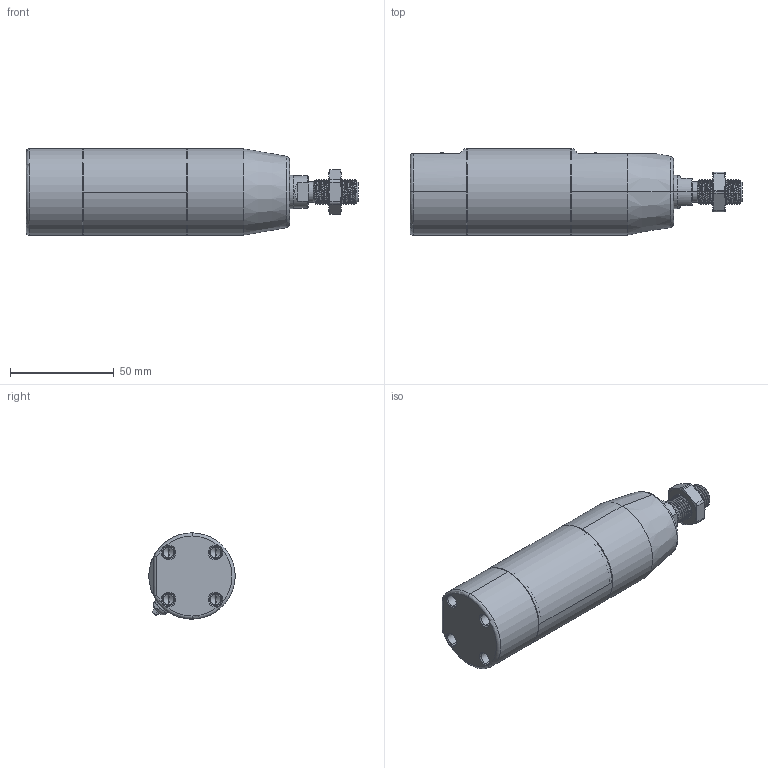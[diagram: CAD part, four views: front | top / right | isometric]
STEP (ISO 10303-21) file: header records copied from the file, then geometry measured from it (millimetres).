
FILE_DESCRIPTION (( 'STEP AP214' ), '1' );
FILE_NAME ('U040 0000 1126.STEP', '2021-05-05T09:54:08', ( '' ), ( '' ), 'SwSTEP 2.0', 'SolidWorks 2019', '' );
FILE_SCHEMA (( 'AUTOMOTIVE_DESIGN' ));
Length unit declared in the file: millimetre
Products named in the file (19): Bremseskrue 16-50; Oring_ORING 37,82 X 1,78; Stempelstangsmøtrik_U1904030; 9040-35-R_1040-35-0; 9040-36JB2_9040-36JB2; U040 0000 1126; Oring_ORING 02,9 X 1,2; 1040-11; Bremsepakning_PP2028N3589; 9037-01-1; 9036-01; 9016-34_9016-34-0; Stempeltætning_E44030N3578; Leje_PAP1610P11; Magnet_9340; Afstryger (32-125)_407285; Bolt-DIN912_M10x35; 1040-26
Assembly tree (25 placements, depth 3):
  U040 0000 1126
    1040-11
    1040-26
    9016-34_9016-34-0
    9040-35-R_1040-35-0
    Bremseskrue 16-50
      9036-01
      9037-01-1
      Oring_ORING 02,9 X 1,2
    Bremseskrue 16-50
      9036-01
      9037-01-1
      Oring_ORING 02,9 X 1,2
    Afstryger (32-125)_407285
    9040-36JB2_9040-36JB2  x2
    Bolt-DIN912_M10x35
    Oring_ORING 37,82 X 1,78  x2
    Magnet_9340
    Stempeltætning_E44030N3578  x2
    Leje_PAP1610P11
    Bremsepakning_PP2028N3589  x2
    Stempelstangsmøtrik_U1904030
Bounding box: 160 x 41.6 x 41.6 mm (x, y, z)
Volume: 149967.6 mm3; surface area: 82077.6 mm2
Topology: 23 solids, 23 shells, 728 faces, 1667 edges, 1020 vertices
Faces by surface type: cylinder 304, plane 176, cone 162, torus 73, bspline 13
Entity records: 28942 total; most frequent: CARTESIAN_POINT 15409, DIRECTION 2740, ORIENTED_EDGE 2638, EDGE_CURVE 1319, AXIS2_PLACEMENT_3D 1139, VERTEX_POINT 815, EDGE_LOOP 648, FACE_OUTER_BOUND 574
